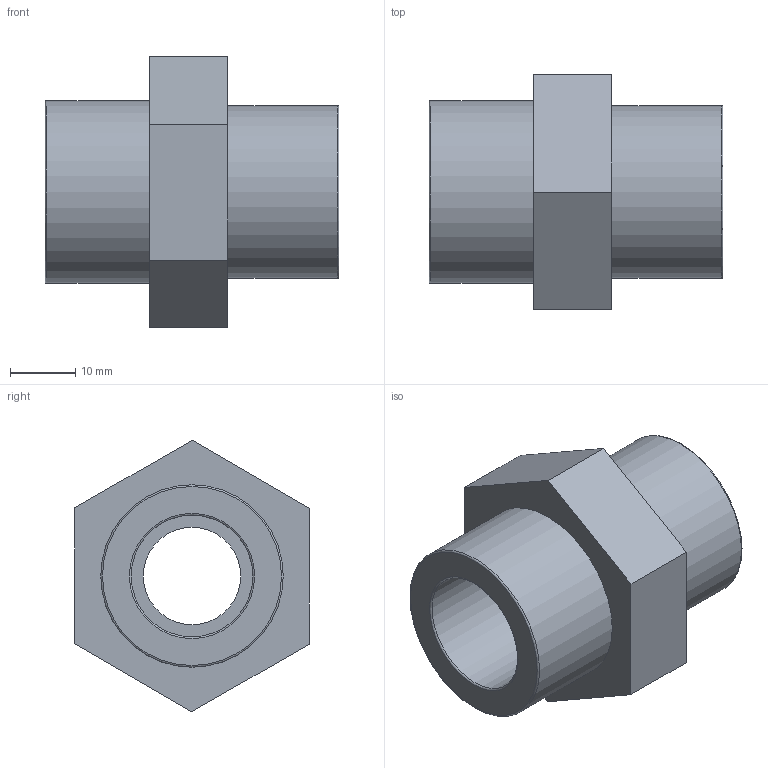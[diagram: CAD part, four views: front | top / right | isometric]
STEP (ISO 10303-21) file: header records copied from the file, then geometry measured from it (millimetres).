
FILE_DESCRIPTION(/* description */ ('PLASSON THREADED REDUCER PVC 3/4"-1/2"F'),/* implementation_level */ '2;1');
FILE_NAME(/* name */ '050201007005.ipt.stp',/* time_stamp */ '2017-12-07T15:53:08+02:00',/* author */ ('KIM'),/* organization */ (''),/* preprocessor_version */ 'ST-DEVELOPER v15.6',/* originating_system */ 'Autodesk Inventor 2015',/* authorisation */ '');
FILE_SCHEMA (('AUTOMOTIVE_DESIGN { 1 0 10303 214 3 1 1 }'));
Length unit declared in the file: millimetre
Products named in the file (1): 050201007005
Bounding box: 45 x 36.06 x 41.57 mm (x, y, z)
Volume: 19986.9 mm3; surface area: 8827.1 mm2
Topology: 1 solids, 1 shells, 21 faces, 41 edges, 26 vertices
Faces by surface type: plane 12, cylinder 5, torus 4
Full cylindrical faces by diameter (mm): 14.905 x1, 18.631 x1, 21.153 x1, 26.441 x1, 27.947 x1
Entity records: 520 total; most frequent: DIRECTION 90, CARTESIAN_POINT 80, ORIENTED_EDGE 64, EDGE_LOOP 36, AXIS2_PLACEMENT_3D 36, EDGE_CURVE 32, VERTEX_POINT 26, FACE_OUTER_BOUND 21
